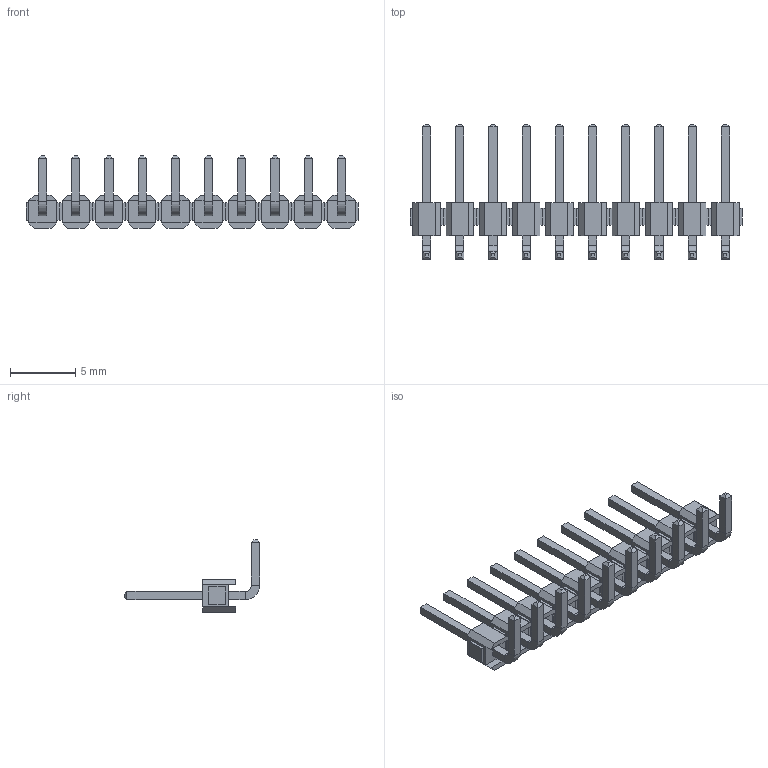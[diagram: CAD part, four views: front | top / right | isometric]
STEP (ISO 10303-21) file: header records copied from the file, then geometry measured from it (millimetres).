
FILE_DESCRIPTION (( 'STEP AP214' ), '1' );
FILE_NAME ('PLSR-10D.STEP', '2019-07-02T21:09:11', ( '' ), ( '' ), 'SwSTEP 2.0', 'SolidWorks 2018', '' );
FILE_SCHEMA (( 'AUTOMOTIVE_DESIGN' ));
Length unit declared in the file: millimetre
Products named in the file (1): PLSR-10D
Bounding box: 25.4 x 10.36 x 5.54 mm (x, y, z)
Volume: 163.5 mm3; surface area: 638.3 mm2
Topology: 10 solids, 10 shells, 500 faces, 1120 edges, 680 vertices
Faces by surface type: plane 480, cylinder 20
Entity records: 18979 total; most frequent: CARTESIAN_POINT 2301, ORIENTED_EDGE 2240, DIRECTION 2162, EDGE_CURVE 1120, VECTOR 1080, LINE 1080, VERTEX_POINT 680, AXIS2_PLACEMENT_3D 541
